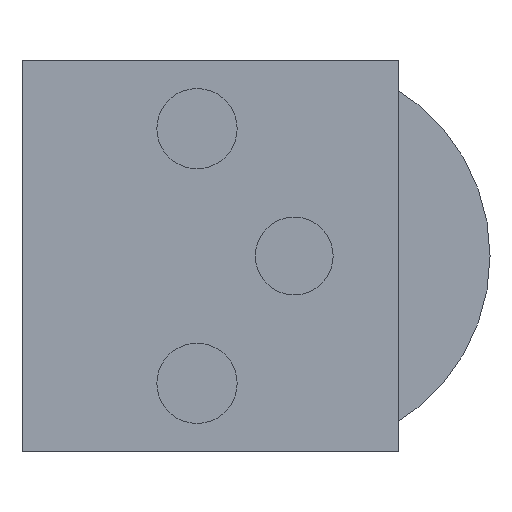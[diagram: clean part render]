
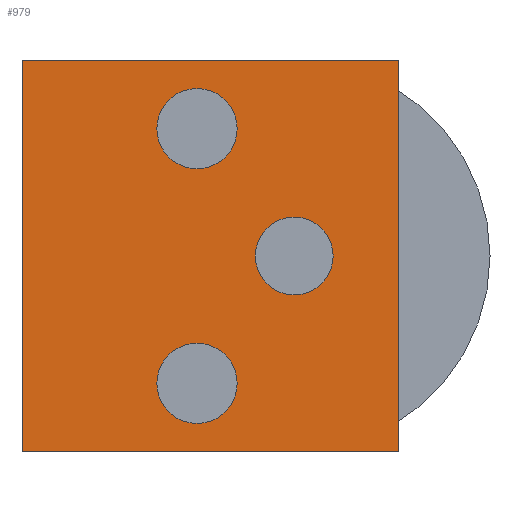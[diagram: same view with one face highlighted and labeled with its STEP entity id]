
A CAD part, front view. The second image highlights one B-rep face of the part: STEP entity #979.
In plain terms, the highlighted planar face has unit normal (0, -1, 0).
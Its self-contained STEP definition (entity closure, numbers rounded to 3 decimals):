
#17=FACE_BOUND('',#155,.T.);
#18=FACE_BOUND('',#156,.T.);
#19=FACE_BOUND('',#157,.T.);
#62=PLANE('',#1071);
#98=FACE_OUTER_BOUND('',#154,.T.);
#154=EDGE_LOOP('',(#762,#763,#764,#765));
#155=EDGE_LOOP('',(#766));
#156=EDGE_LOOP('',(#767));
#157=EDGE_LOOP('',(#768));
#208=LINE('',#1473,#296);
#231=LINE('',#1526,#319);
#249=LINE('',#1563,#337);
#253=LINE('',#1570,#341);
#296=VECTOR('',#1187,10.);
#319=VECTOR('',#1220,10.);
#337=VECTOR('',#1256,10.);
#341=VECTOR('',#1262,10.);
#396=CIRCLE('',#1072,1.55);
#397=CIRCLE('',#1073,1.55);
#398=CIRCLE('',#1074,1.5);
#442=VERTEX_POINT('',#1469);
#444=VERTEX_POINT('',#1472);
#469=VERTEX_POINT('',#1524);
#479=VERTEX_POINT('',#1562);
#482=VERTEX_POINT('',#1571);
#483=VERTEX_POINT('',#1573);
#484=VERTEX_POINT('',#1575);
#542=EDGE_CURVE('',#444,#442,#208,.T.);
#569=EDGE_CURVE('',#442,#469,#231,.T.);
#587=EDGE_CURVE('',#444,#479,#249,.T.);
#591=EDGE_CURVE('',#469,#479,#253,.T.);
#592=EDGE_CURVE('',#482,#482,#396,.T.);
#593=EDGE_CURVE('',#483,#483,#397,.T.);
#594=EDGE_CURVE('',#484,#484,#398,.T.);
#762=ORIENTED_EDGE('',*,*,#542,.T.);
#763=ORIENTED_EDGE('',*,*,#569,.T.);
#764=ORIENTED_EDGE('',*,*,#591,.T.);
#765=ORIENTED_EDGE('',*,*,#587,.F.);
#766=ORIENTED_EDGE('',*,*,#592,.T.);
#767=ORIENTED_EDGE('',*,*,#593,.T.);
#768=ORIENTED_EDGE('',*,*,#594,.T.);
#979=ADVANCED_FACE('',(#98,#17,#18,#19),#62,.T.);
#1071=AXIS2_PLACEMENT_3D('',#1569,#1260,#1261);
#1072=AXIS2_PLACEMENT_3D('',#1572,#1263,#1264);
#1073=AXIS2_PLACEMENT_3D('',#1574,#1265,#1266);
#1074=AXIS2_PLACEMENT_3D('',#1576,#1267,#1268);
#1187=DIRECTION('',(0.,0.,-1.));
#1220=DIRECTION('',(1.,0.,0.));
#1256=DIRECTION('',(1.,0.,0.));
#1260=DIRECTION('center_axis',(0.,-1.,0.));
#1261=DIRECTION('ref_axis',(0.,0.,-1.));
#1262=DIRECTION('',(0.,0.,1.));
#1263=DIRECTION('center_axis',(0.,1.,0.));
#1264=DIRECTION('ref_axis',(-1.,0.,0.));
#1265=DIRECTION('center_axis',(0.,1.,0.));
#1266=DIRECTION('ref_axis',(-1.,0.,0.));
#1267=DIRECTION('center_axis',(0.,1.,0.));
#1268=DIRECTION('ref_axis',(-1.,0.,0.));
#1469=CARTESIAN_POINT('',(0.,-92.9,0.));
#1472=CARTESIAN_POINT('',(0.,-92.9,15.1));
#1473=CARTESIAN_POINT('',(0.,-92.9,15.1));
#1524=CARTESIAN_POINT('',(14.51,-92.9,0.));
#1526=CARTESIAN_POINT('',(0.,-92.9,0.));
#1562=CARTESIAN_POINT('',(14.51,-92.9,15.1));
#1563=CARTESIAN_POINT('',(0.,-92.9,15.1));
#1569=CARTESIAN_POINT('Origin',(0.,-92.9,15.1));
#1570=CARTESIAN_POINT('',(14.51,-92.9,0.));
#1571=CARTESIAN_POINT('',(8.3,-92.9,2.64));
#1572=CARTESIAN_POINT('Origin',(6.75,-92.9,2.64));
#1573=CARTESIAN_POINT('',(8.3,-92.9,12.46));
#1574=CARTESIAN_POINT('Origin',(6.75,-92.9,12.46));
#1575=CARTESIAN_POINT('',(12.,-92.9,7.55));
#1576=CARTESIAN_POINT('Origin',(10.5,-92.9,7.55));
